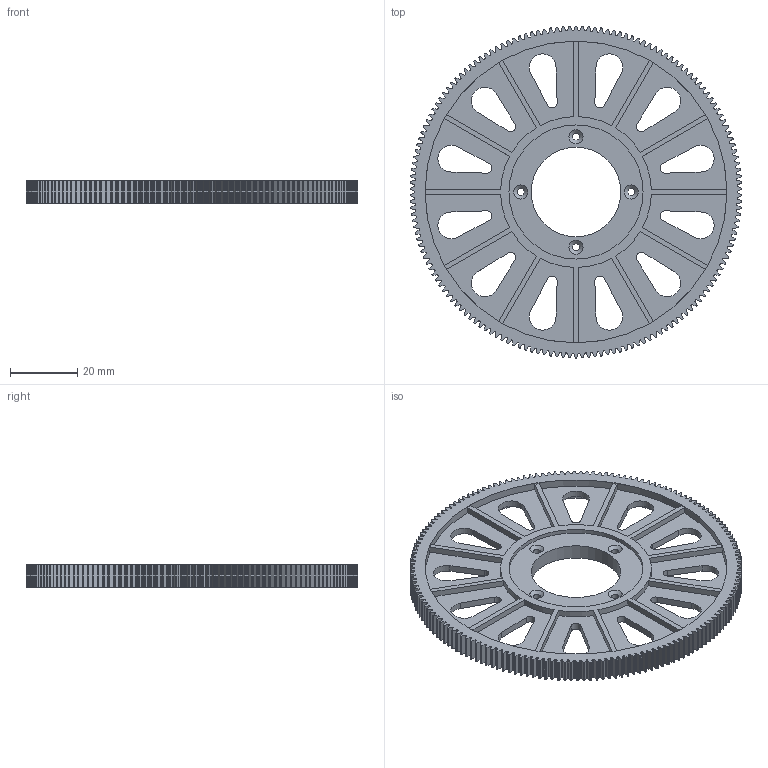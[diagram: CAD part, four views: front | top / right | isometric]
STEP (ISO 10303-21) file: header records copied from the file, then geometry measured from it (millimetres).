
FILE_DESCRIPTION(/* description */ (''),/* implementation_level */ '2;1');
FILE_NAME(/* name */ 'T-Rex 500 Main Gear.step',/* time_stamp */ '2024-11-23T13:02:43-06:00',/* author */ (''),/* organization */ (''),/* preprocessor_version */ 'ST-DEVELOPER v20',/* originating_system */ 'Autodesk Translation Framework v13.20.0.188',/* authorisation */ '');
FILE_SCHEMA (('AUTOMOTIVE_DESIGN { 1 0 10303 214 3 1 1 }'));
Length unit declared in the file: millimetre
Products named in the file (1): TREX 500 Main Gear
Bounding box: 98.99 x 99 x 6.6 mm (x, y, z)
Volume: 20996.8 mm3; surface area: 20951.6 mm2
Topology: 1 solids, 1 shells, 1457 faces, 4352 edges, 2900 vertices
Faces by surface type: cylinder 1028, plane 425, cone 4
Full cylindrical faces by diameter (mm): 2.2 x4, 26.7 x1, 40 x1, 90 x2
Entity records: 50150 total; most frequent: DIRECTION 9376, CARTESIAN_POINT 8710, ORIENTED_EDGE 8704, EDGE_CURVE 4352, AXIS2_PLACEMENT_3D 3566, VERTEX_POINT 2900, LINE 2244, VECTOR 2244
